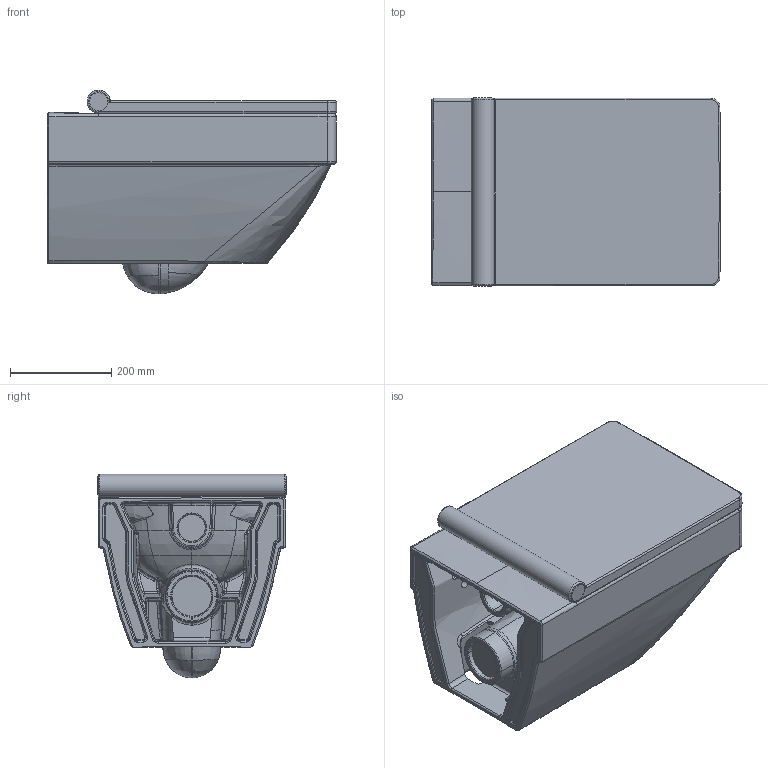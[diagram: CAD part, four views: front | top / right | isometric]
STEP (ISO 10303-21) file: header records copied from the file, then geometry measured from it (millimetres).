
FILE_DESCRIPTION((''),'2;1');
FILE_NAME('252509.stp','2017-07-08T13:33:39',('Administrator'),(''),'Autodesk Inventor 2011','Autodesk Inventor 2011','');
FILE_SCHEMA(('CONFIG_CONTROL_DESIGN'));
Length unit declared in the file: millimetre
Products named in the file (3): 252509; Sitz 002201_002209
Assembly tree (2 placements, depth 2):
  252509
    252509
    Sitz 002201_002209
Bounding box: 570.43 x 372 x 402.1 mm (x, y, z)
Volume: 30829758.9 mm3; surface area: 1759320.1 mm2
Topology: 2 solids, 2 shells, 866 faces, 2022 edges, 1148 vertices
Faces by surface type: bspline 632, cylinder 73, plane 67, torus 50, sphere 40, cone 4
Full cylindrical faces by diameter (mm): 16 x2, 20 x1, 36 x2
Entity records: 163260 total; most frequent: CARTESIAN_POINT 146545, ORIENTED_EDGE 3994, DIRECTION 2007, EDGE_CURVE 1997, VERTEX_POINT 1142, B_SPLINE_CURVE_WITH_KNOTS 1088, EDGE_LOOP 881, FACE_OUTER_BOUND 866
